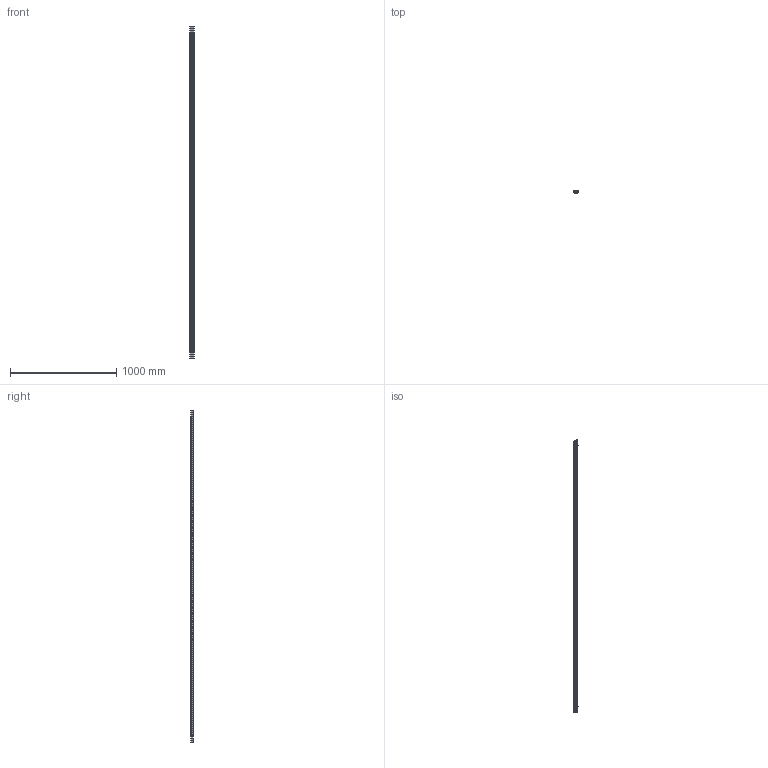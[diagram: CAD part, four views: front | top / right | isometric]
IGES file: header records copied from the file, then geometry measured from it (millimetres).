
Start section:  PTC IGES file: s0366_64056m_asm.igs
Global section: file name: s0366_64056m_asm.igs; native system: Pro/ENGINEER by Parametric Technology Corporation; preprocessor: 2009210; author: turcimas; organization: Unknown; date: 20110102.073804; units: millimetre
Bounding box: 44.72 x 26.74 x 3120 mm (x, y, z)
Volume: 1169039.3 mm3; surface area: 3757366.8 mm2
Topology: 2 solids, 2 shells, 92 faces, 464 edges, 576 vertices
Faces by surface type: bspline 64, revolution 28
